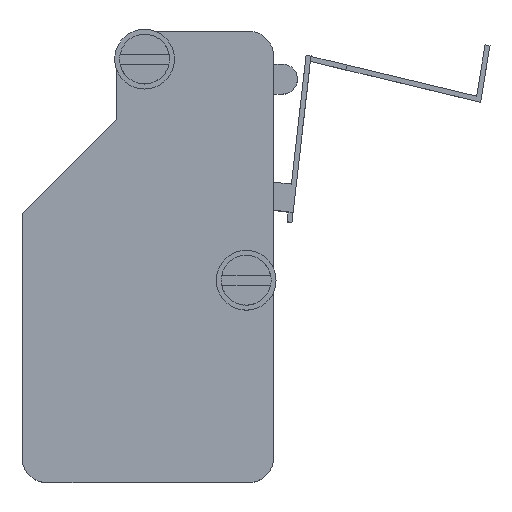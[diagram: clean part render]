
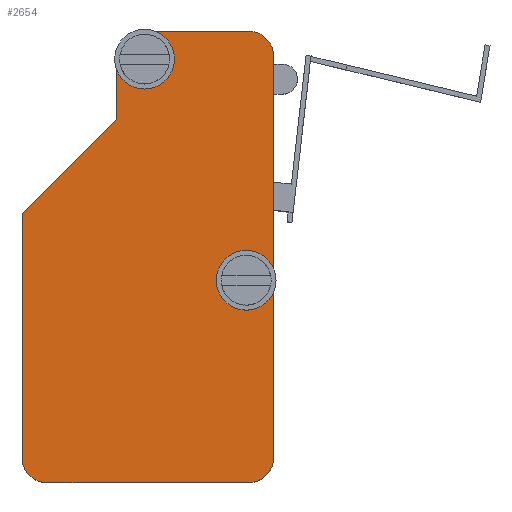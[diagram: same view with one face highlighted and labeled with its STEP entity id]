
A CAD part, top view. The second image highlights one B-rep face of the part: STEP entity #2654.
In plain terms, the highlighted planar face has unit normal (0, 0, 1).
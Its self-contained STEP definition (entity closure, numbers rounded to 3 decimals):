
#2133=CARTESIAN_POINT('',(-152.95,-59.9,58.));
#2134=DIRECTION('',(0.,0.,-1.));
#2135=DIRECTION('',(0.,-1.,0.));
#2136=AXIS2_PLACEMENT_3D('',#2133,#2134,#2135);
#2141=DIRECTION('',(0.707,0.707,0.));
#2142=VECTOR('',#2141,13.364);
#2143=CARTESIAN_POINT('',(-155.45,-35.4,58.));
#2144=LINE('',#2143,#2142);
#2148=CARTESIAN_POINT('',(-143.5,-19.6,58.));
#2149=DIRECTION('',(0.,0.,-1.));
#2150=DIRECTION('',(-1.,0.,0.));
#2151=AXIS2_PLACEMENT_3D('',#2148,#2149,#2150);
#2156=DIRECTION('',(1.,0.,0.));
#2157=VECTOR('',#2156,10.8);
#2158=CARTESIAN_POINT('',(-143.5,-17.1,58.));
#2159=LINE('',#2158,#2157);
#2163=CARTESIAN_POINT('',(-132.7,-19.6,58.));
#2164=DIRECTION('',(0.,0.,-1.));
#2165=DIRECTION('',(0.,1.,0.));
#2166=AXIS2_PLACEMENT_3D('',#2163,#2164,#2165);
#2171=DIRECTION('',(0.,-1.,0.));
#2172=VECTOR('',#2171,40.3);
#2173=CARTESIAN_POINT('',(-130.2,-19.6,58.));
#2174=LINE('',#2173,#2172);
#2178=CARTESIAN_POINT('',(-132.7,-59.9,58.));
#2179=DIRECTION('',(0.,0.,-1.));
#2180=DIRECTION('',(1.,0.,0.));
#2181=AXIS2_PLACEMENT_3D('',#2178,#2179,#2180);
#2186=CARTESIAN_POINT('',(-143.15,-19.9,58.));
#2187=DIRECTION('',(0.,0.,1.));
#2188=DIRECTION('',(0.,1.,0.));
#2189=AXIS2_PLACEMENT_3D('',#2186,#2187,#2188);
#2194=CARTESIAN_POINT('',(-143.15,-19.9,58.));
#2195=DIRECTION('',(0.,0.,1.));
#2196=DIRECTION('',(-1.,0.,0.));
#2197=AXIS2_PLACEMENT_3D('',#2194,#2195,#2196);
#2202=CARTESIAN_POINT('',(-143.15,-19.9,58.));
#2203=DIRECTION('',(0.,0.,1.));
#2204=DIRECTION('',(0.,-1.,0.));
#2205=AXIS2_PLACEMENT_3D('',#2202,#2203,#2204);
#2210=CARTESIAN_POINT('',(-143.15,-19.9,58.));
#2211=DIRECTION('',(0.,0.,1.));
#2212=DIRECTION('',(1.,0.,0.));
#2213=AXIS2_PLACEMENT_3D('',#2210,#2211,#2212);
#2218=CARTESIAN_POINT('',(-132.95,-42.1,58.));
#2219=DIRECTION('',(0.,0.,1.));
#2220=DIRECTION('',(0.,1.,0.));
#2221=AXIS2_PLACEMENT_3D('',#2218,#2219,#2220);
#2226=CARTESIAN_POINT('',(-132.95,-42.1,58.));
#2227=DIRECTION('',(0.,0.,1.));
#2228=DIRECTION('',(-1.,0.,0.));
#2229=AXIS2_PLACEMENT_3D('',#2226,#2227,#2228);
#2234=CARTESIAN_POINT('',(-132.95,-42.1,58.));
#2235=DIRECTION('',(0.,0.,1.));
#2236=DIRECTION('',(0.,-1.,0.));
#2237=AXIS2_PLACEMENT_3D('',#2234,#2235,#2236);
#2242=CARTESIAN_POINT('',(-132.95,-42.1,58.));
#2243=DIRECTION('',(0.,0.,1.));
#2244=DIRECTION('',(1.,0.,0.));
#2245=AXIS2_PLACEMENT_3D('',#2242,#2243,#2244);
#2250=DIRECTION('',(0.,-1.,0.));
#2251=VECTOR('',#2250,24.5);
#2252=CARTESIAN_POINT('',(-155.45,-35.4,58.));
#2253=LINE('',#2252,#2251);
#2327=DIRECTION('',(0.,-1.,0.));
#2328=VECTOR('',#2327,6.35);
#2329=CARTESIAN_POINT('',(-146.,-19.6,58.));
#2330=LINE('',#2329,#2328);
#2390=DIRECTION('',(1.,0.,0.));
#2391=VECTOR('',#2390,20.25);
#2392=CARTESIAN_POINT('',(-152.95,-62.4,58.));
#2393=LINE('',#2392,#2391);
#2493=CARTESIAN_POINT('',(-152.95,-62.4,58.));
#2494=CARTESIAN_POINT('',(-155.45,-59.9,58.));
#2495=VERTEX_POINT('',#2493);
#2496=VERTEX_POINT('',#2494);
#2497=CARTESIAN_POINT('',(-155.45,-35.4,58.));
#2498=VERTEX_POINT('',#2497);
#2499=CARTESIAN_POINT('',(-146.,-25.95,58.));
#2500=VERTEX_POINT('',#2499);
#2501=CARTESIAN_POINT('',(-146.,-19.6,58.));
#2502=VERTEX_POINT('',#2501);
#2503=CARTESIAN_POINT('',(-143.5,-17.1,58.));
#2504=VERTEX_POINT('',#2503);
#2505=CARTESIAN_POINT('',(-132.7,-17.1,58.));
#2506=VERTEX_POINT('',#2505);
#2507=CARTESIAN_POINT('',(-130.2,-19.6,58.));
#2508=VERTEX_POINT('',#2507);
#2509=CARTESIAN_POINT('',(-130.2,-59.9,58.));
#2510=VERTEX_POINT('',#2509);
#2511=CARTESIAN_POINT('',(-132.7,-62.4,58.));
#2512=VERTEX_POINT('',#2511);
#2513=CARTESIAN_POINT('',(-143.15,-18.65,58.));
#2514=CARTESIAN_POINT('',(-144.4,-19.9,58.));
#2515=VERTEX_POINT('',#2513);
#2516=VERTEX_POINT('',#2514);
#2517=CARTESIAN_POINT('',(-143.15,-21.15,58.));
#2518=VERTEX_POINT('',#2517);
#2519=CARTESIAN_POINT('',(-141.9,-19.9,58.));
#2520=VERTEX_POINT('',#2519);
#2521=CARTESIAN_POINT('',(-132.95,-40.85,58.));
#2522=CARTESIAN_POINT('',(-134.2,-42.1,58.));
#2523=VERTEX_POINT('',#2521);
#2524=VERTEX_POINT('',#2522);
#2525=CARTESIAN_POINT('',(-132.95,-43.35,58.));
#2526=VERTEX_POINT('',#2525);
#2527=CARTESIAN_POINT('',(-131.7,-42.1,58.));
#2528=VERTEX_POINT('',#2527);
#2608=CARTESIAN_POINT('',(-135.45,-57.4,58.));
#2609=DIRECTION('',(0.,0.,-1.));
#2610=DIRECTION('',(-1.,0.,0.));
#2611=AXIS2_PLACEMENT_3D('',#2608,#2609,#2610);
#2612=PLANE('',#2611);
#2613=ORIENTED_EDGE('',*,*,#2598,.T.);
#2615=ORIENTED_EDGE('',*,*,#2614,.F.);
#2617=ORIENTED_EDGE('',*,*,#2616,.T.);
#2619=ORIENTED_EDGE('',*,*,#2618,.F.);
#2621=ORIENTED_EDGE('',*,*,#2620,.T.);
#2623=ORIENTED_EDGE('',*,*,#2622,.T.);
#2625=ORIENTED_EDGE('',*,*,#2624,.T.);
#2627=ORIENTED_EDGE('',*,*,#2626,.T.);
#2629=ORIENTED_EDGE('',*,*,#2628,.T.);
#2631=ORIENTED_EDGE('',*,*,#2630,.F.);
#2632=EDGE_LOOP('',(#2613,#2615,#2617,#2619,#2621,#2623,#2625,#2627,#2629,
#2631));
#2633=FACE_OUTER_BOUND('',#2632,.F.);
#2635=ORIENTED_EDGE('',*,*,#2634,.T.);
#2637=ORIENTED_EDGE('',*,*,#2636,.T.);
#2639=ORIENTED_EDGE('',*,*,#2638,.T.);
#2641=ORIENTED_EDGE('',*,*,#2640,.T.);
#2642=EDGE_LOOP('',(#2635,#2637,#2639,#2641));
#2643=FACE_BOUND('',#2642,.F.);
#2645=ORIENTED_EDGE('',*,*,#2644,.T.);
#2647=ORIENTED_EDGE('',*,*,#2646,.T.);
#2649=ORIENTED_EDGE('',*,*,#2648,.T.);
#2651=ORIENTED_EDGE('',*,*,#2650,.T.);
#2652=EDGE_LOOP('',(#2645,#2647,#2649,#2651));
#2653=FACE_BOUND('',#2652,.F.);
#2137=CIRCLE('',#2136,2.5);
#2152=CIRCLE('',#2151,2.5);
#2167=CIRCLE('',#2166,2.5);
#2182=CIRCLE('',#2181,2.5);
#2190=CIRCLE('',#2189,1.25);
#2198=CIRCLE('',#2197,1.25);
#2206=CIRCLE('',#2205,1.25);
#2214=CIRCLE('',#2213,1.25);
#2222=CIRCLE('',#2221,1.25);
#2230=CIRCLE('',#2229,1.25);
#2238=CIRCLE('',#2237,1.25);
#2246=CIRCLE('',#2245,1.25);
#2598=EDGE_CURVE('',#2495,#2496,#2137,.T.);
#2614=EDGE_CURVE('',#2498,#2496,#2253,.T.);
#2616=EDGE_CURVE('',#2498,#2500,#2144,.T.);
#2618=EDGE_CURVE('',#2502,#2500,#2330,.T.);
#2620=EDGE_CURVE('',#2502,#2504,#2152,.T.);
#2622=EDGE_CURVE('',#2504,#2506,#2159,.T.);
#2624=EDGE_CURVE('',#2506,#2508,#2167,.T.);
#2626=EDGE_CURVE('',#2508,#2510,#2174,.T.);
#2628=EDGE_CURVE('',#2510,#2512,#2182,.T.);
#2630=EDGE_CURVE('',#2495,#2512,#2393,.T.);
#2634=EDGE_CURVE('',#2515,#2516,#2190,.T.);
#2636=EDGE_CURVE('',#2516,#2518,#2198,.T.);
#2638=EDGE_CURVE('',#2518,#2520,#2206,.T.);
#2640=EDGE_CURVE('',#2520,#2515,#2214,.T.);
#2644=EDGE_CURVE('',#2523,#2524,#2222,.T.);
#2646=EDGE_CURVE('',#2524,#2526,#2230,.T.);
#2648=EDGE_CURVE('',#2526,#2528,#2238,.T.);
#2650=EDGE_CURVE('',#2528,#2523,#2246,.T.);
#2654=ADVANCED_FACE('',(#2633,#2643,#2653),#2612,.F.);
